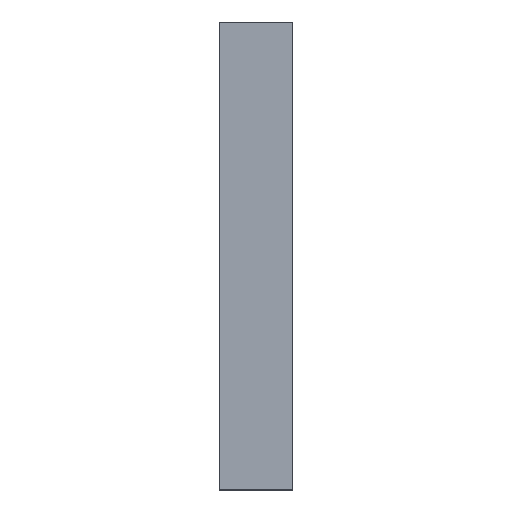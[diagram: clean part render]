
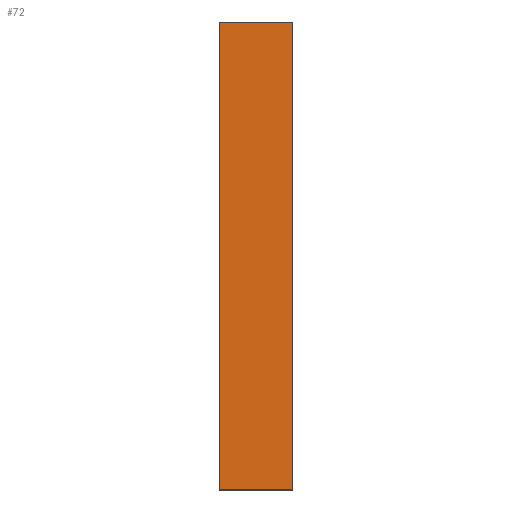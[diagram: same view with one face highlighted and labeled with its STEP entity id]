
A CAD part, top view. The second image highlights one B-rep face of the part: STEP entity #72.
In plain terms, the highlighted planar face has unit normal (0, 0, 1).
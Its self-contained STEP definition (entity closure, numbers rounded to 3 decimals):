
#7 = ORIENTED_EDGE ( 'NONE', *, *, #200, .F. ) ;
#8 = LINE ( 'NONE', #63, #145 ) ;
#10 = LINE ( 'NONE', #212, #223 ) ;
#11 = EDGE_CURVE ( 'NONE', #117, #27, #8, .T. ) ;
#13 = FACE_OUTER_BOUND ( 'NONE', #98, .T. ) ;
#14 = DIRECTION ( 'NONE',  ( 0., 0., 1. ) ) ;
#26 = DIRECTION ( 'NONE',  ( 0., 1., 0. ) ) ;
#27 = VERTEX_POINT ( 'NONE', #226 ) ;
#35 = CARTESIAN_POINT ( 'NONE',  ( 98.5, -625., 4. ) ) ;
#41 = ORIENTED_EDGE ( 'NONE', *, *, #62, .T. ) ;
#47 = CARTESIAN_POINT ( 'NONE',  ( 98.5, 625., 4. ) ) ;
#55 = VECTOR ( 'NONE', #102, 1000. ) ;
#62 = EDGE_CURVE ( 'NONE', #83, #27, #10, .T. ) ;
#63 = CARTESIAN_POINT ( 'NONE',  ( -98.5, -625., 4. ) ) ;
#67 = CARTESIAN_POINT ( 'NONE',  ( 98.5, -625., 4. ) ) ;
#72 = ADVANCED_FACE ( 'NONE', ( #13 ), #157, .T. ) ;
#83 = VERTEX_POINT ( 'NONE', #47 ) ;
#84 = LINE ( 'NONE', #35, #187 ) ;
#98 = EDGE_LOOP ( 'NONE', ( #191, #41, #228, #7 ) ) ;
#102 = DIRECTION ( 'NONE',  ( -1., 0., 0. ) ) ;
#107 = DIRECTION ( 'NONE',  ( 1., 0., 0. ) ) ;
#117 = VERTEX_POINT ( 'NONE', #198 ) ;
#121 = DIRECTION ( 'NONE',  ( -1., 0., 0. ) ) ;
#139 = VERTEX_POINT ( 'NONE', #67 ) ;
#141 = CARTESIAN_POINT ( 'NONE',  ( 98.5, -625., 4. ) ) ;
#144 = EDGE_CURVE ( 'NONE', #139, #83, #84, .T. ) ;
#145 = VECTOR ( 'NONE', #26, 1000. ) ;
#157 = PLANE ( 'NONE',  #218 ) ;
#187 = VECTOR ( 'NONE', #232, 1000. ) ;
#191 = ORIENTED_EDGE ( 'NONE', *, *, #144, .T. ) ;
#197 = LINE ( 'NONE', #141, #55 ) ;
#198 = CARTESIAN_POINT ( 'NONE',  ( -98.5, -625., 4. ) ) ;
#200 = EDGE_CURVE ( 'NONE', #139, #117, #197, .T. ) ;
#212 = CARTESIAN_POINT ( 'NONE',  ( 98.5, 625., 4. ) ) ;
#217 = CARTESIAN_POINT ( 'NONE',  ( 0., 0., 4. ) ) ;
#218 = AXIS2_PLACEMENT_3D ( 'NONE', #217, #14, #107 ) ;
#223 = VECTOR ( 'NONE', #121, 1000. ) ;
#226 = CARTESIAN_POINT ( 'NONE',  ( -98.5, 625., 4. ) ) ;
#228 = ORIENTED_EDGE ( 'NONE', *, *, #11, .F. ) ;
#232 = DIRECTION ( 'NONE',  ( 0., 1., 0. ) ) ;
